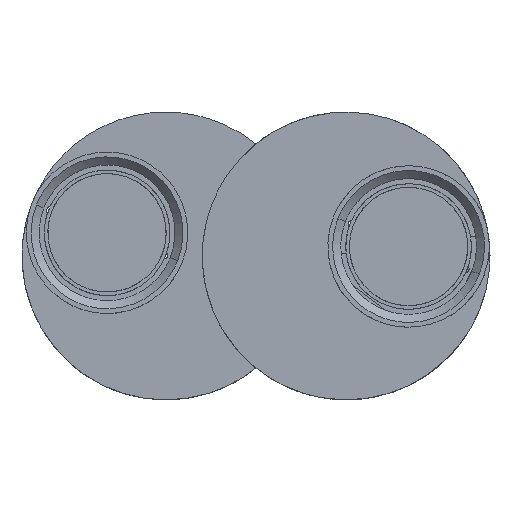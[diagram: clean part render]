
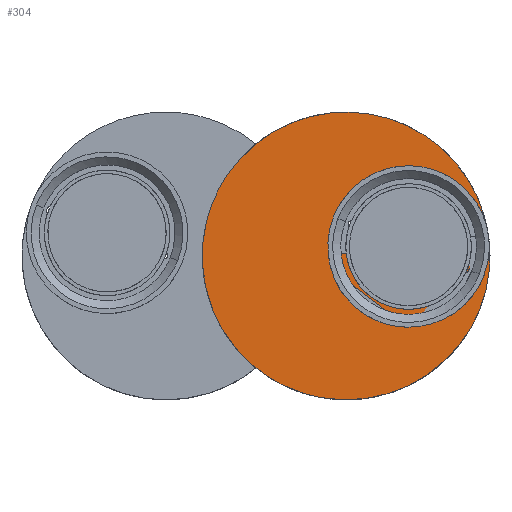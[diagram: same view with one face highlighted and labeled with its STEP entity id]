
A CAD part, top view. The second image highlights one B-rep face of the part: STEP entity #304.
In plain terms, the highlighted planar face has unit normal (0, 0, 1).
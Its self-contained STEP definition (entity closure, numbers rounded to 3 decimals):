
#304=ADVANCED_FACE('',(#808),#6237,.T.);
#808=FACE_OUTER_BOUND('',#1227,.T.);
#1227=EDGE_LOOP('',(#1828,#1829,#1830,#1831,#1832,#1833));
#1828=ORIENTED_EDGE('',*,*,#3561,.T.);
#1829=ORIENTED_EDGE('',*,*,#3683,.T.);
#1830=ORIENTED_EDGE('',*,*,#3527,.T.);
#1831=ORIENTED_EDGE('',*,*,#3557,.F.);
#1832=ORIENTED_EDGE('',*,*,#3680,.F.);
#1833=ORIENTED_EDGE('',*,*,#3558,.F.);
#3527=EDGE_CURVE('',#5368,#5389,#4669,.T.);
#3557=EDGE_CURVE('',#5388,#5389,#4694,.T.);
#3558=EDGE_CURVE('',#5389,#5466,#4695,.T.);
#3561=EDGE_CURVE('',#5389,#5469,#4698,.T.);
#3680=EDGE_CURVE('',#5466,#5388,#4813,.T.);
#3683=EDGE_CURVE('',#5469,#5368,#4816,.T.);
#4669=(
BOUNDED_CURVE()
B_SPLINE_CURVE(2,(#7614,#7615,#7616),.UNSPECIFIED.,.F.,.F.)
B_SPLINE_CURVE_WITH_KNOTS((3,3),(0.,48.219),.UNSPECIFIED.)
CURVE()
GEOMETRIC_REPRESENTATION_ITEM()
RATIONAL_B_SPLINE_CURVE((1.,0.966,1.))
REPRESENTATION_ITEM('')
);
#4694=(
BOUNDED_CURVE()
B_SPLINE_CURVE(2,(#7743,#7744,#7745),.UNSPECIFIED.,.F.,.F.)
B_SPLINE_CURVE_WITH_KNOTS((3,3),(0.,27.056),.UNSPECIFIED.)
CURVE()
GEOMETRIC_REPRESENTATION_ITEM()
RATIONAL_B_SPLINE_CURVE((1.,0.966,1.))
REPRESENTATION_ITEM('')
);
#4695=(
BOUNDED_CURVE()
B_SPLINE_CURVE(2,(#7746,#7747,#7748,#7749,#7750),.UNSPECIFIED.,.F.,.F.)
B_SPLINE_CURVE_WITH_KNOTS((3,2,3),(27.056,99.617,158.374),
 .UNSPECIFIED.)
CURVE()
GEOMETRIC_REPRESENTATION_ITEM()
RATIONAL_B_SPLINE_CURVE((1.,0.752,1.,0.831,1.))
REPRESENTATION_ITEM('')
);
#4698=(
BOUNDED_CURVE()
B_SPLINE_CURVE(2,(#7755,#7756,#7757,#7758,#7759),.UNSPECIFIED.,.F.,.F.)
B_SPLINE_CURVE_WITH_KNOTS((3,2,3),(48.219,141.372,282.743),
 .UNSPECIFIED.)
CURVE()
GEOMETRIC_REPRESENTATION_ITEM()
RATIONAL_B_SPLINE_CURVE((1.,0.866,1.,0.707,1.))
REPRESENTATION_ITEM('')
);
#4813=(
BOUNDED_CURVE()
B_SPLINE_CURVE(2,(#8155,#8156,#8157,#8158,#8159,#8160,#8161),
 .UNSPECIFIED.,.F.,.F.)
B_SPLINE_CURVE_WITH_KNOTS((3,2,2,3),(158.374,172.179,244.74,
317.301),.UNSPECIFIED.)
CURVE()
GEOMETRIC_REPRESENTATION_ITEM()
RATIONAL_B_SPLINE_CURVE((1.,0.991,1.,0.752,1.,0.752,
1.))
REPRESENTATION_ITEM('')
);
#4816=(
BOUNDED_CURVE()
B_SPLINE_CURVE(2,(#8170,#8171,#8172,#8173,#8174),.UNSPECIFIED.,.F.,.F.)
B_SPLINE_CURVE_WITH_KNOTS((3,2,3),(282.743,424.115,565.487),
 .UNSPECIFIED.)
CURVE()
GEOMETRIC_REPRESENTATION_ITEM()
RATIONAL_B_SPLINE_CURVE((1.,0.707,1.,0.707,1.))
REPRESENTATION_ITEM('')
);
#5368=VERTEX_POINT('',#7473);
#5388=VERTEX_POINT('',#7493);
#5389=VERTEX_POINT('',#7494);
#5466=VERTEX_POINT('',#7571);
#5469=VERTEX_POINT('',#7574);
#6237=PLANE('',#6389);
#6389=AXIS2_PLACEMENT_3D('',#6825,#6525,$);
#6525=DIRECTION('',(0.,0.,1.));
#6825=CARTESIAN_POINT('',(275.797,-101.875,-4.));
#7473=CARTESIAN_POINT('',(478.574,-82.91,-4.));
#7493=CARTESIAN_POINT('',(480.871,-62.592,-4.));
#7494=CARTESIAN_POINT('',(483.807,-36.617,-4.));
#7571=CARTESIAN_POINT('',(386.865,-25.66,-4.));
#7574=CARTESIAN_POINT('',(311.04,-17.09,-4.));
#7614=CARTESIAN_POINT('',(478.574,-82.91,-4.));
#7615=CARTESIAN_POINT('',(487.393,-60.464,-4.));
#7616=CARTESIAN_POINT('',(483.807,-36.617,-4.));
#7743=CARTESIAN_POINT('',(480.871,-62.592,-4.));
#7744=CARTESIAN_POINT('',(485.819,-49.998,-4.));
#7745=CARTESIAN_POINT('',(483.807,-36.617,-4.));
#7746=CARTESIAN_POINT('',(483.807,-36.617,-4.));
#7747=CARTESIAN_POINT('',(477.221,7.178,-4.));
#7748=CARTESIAN_POINT('',(432.941,6.365,-4.));
#7749=CARTESIAN_POINT('',(399.204,5.746,-4.));
#7750=CARTESIAN_POINT('',(386.865,-25.66,-4.));
#7755=CARTESIAN_POINT('',(483.807,-36.617,-4.));
#7756=CARTESIAN_POINT('',(476.08,14.767,-4.));
#7757=CARTESIAN_POINT('',(427.717,33.767,-4.));
#7758=CARTESIAN_POINT('',(343.949,66.677,-4.));
#7759=CARTESIAN_POINT('',(311.04,-17.09,-4.));
#8155=CARTESIAN_POINT('',(386.865,-25.66,-4.));
#8156=CARTESIAN_POINT('',(384.434,-31.848,-4.));
#8157=CARTESIAN_POINT('',(383.687,-38.455,-4.));
#8158=CARTESIAN_POINT('',(378.714,-82.462,-4.));
#8159=CARTESIAN_POINT('',(421.695,-93.137,-4.));
#8160=CARTESIAN_POINT('',(464.677,-103.812,-4.));
#8161=CARTESIAN_POINT('',(480.871,-62.592,-4.));
#8170=CARTESIAN_POINT('',(311.04,-17.09,-4.));
#8171=CARTESIAN_POINT('',(278.13,-100.858,-4.));
#8172=CARTESIAN_POINT('',(361.898,-133.767,-4.));
#8173=CARTESIAN_POINT('',(445.665,-166.677,-4.));
#8174=CARTESIAN_POINT('',(478.574,-82.91,-4.));
